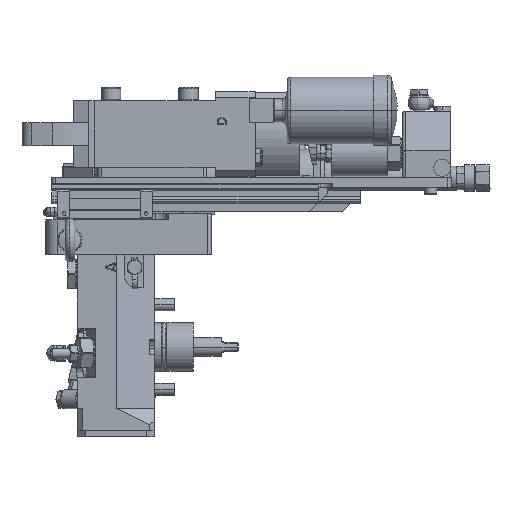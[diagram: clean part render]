
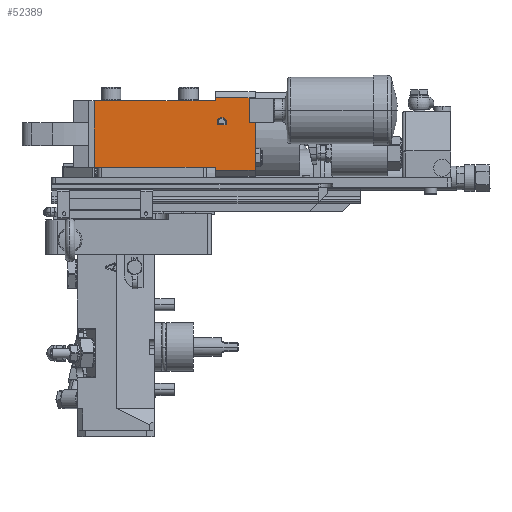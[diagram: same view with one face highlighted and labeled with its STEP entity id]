
A CAD part, front view. The second image highlights one B-rep face of the part: STEP entity #52389.
In plain terms, the highlighted planar face has unit normal (0, -1, 0).
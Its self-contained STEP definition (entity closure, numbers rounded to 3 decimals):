
#6475=DIRECTION('',(1.,0.,0.));
#6476=VECTOR('',#6475,7.);
#6477=CARTESIAN_POINT('',(43.,-66.,148.5));
#6478=LINE('',#6477,#6476);
#6589=DIRECTION('',(1.,0.,0.));
#6590=VECTOR('',#6589,3.);
#6591=CARTESIAN_POINT('',(-50.,-66.,148.5));
#6592=LINE('',#6591,#6590);
#6625=DIRECTION('',(1.,0.,0.));
#6626=VECTOR('',#6625,10.338);
#6627=CARTESIAN_POINT('',(-50.,-66.,203.5));
#6628=LINE('',#6627,#6626);
#6705=DIRECTION('',(1.,0.,0.));
#6706=VECTOR('',#6705,18.338);
#6707=CARTESIAN_POINT('',(31.662,-66.,203.5));
#6708=LINE('',#6707,#6706);
#6709=DIRECTION('',(1.,0.,0.));
#6710=VECTOR('',#6709,56.676);
#6711=CARTESIAN_POINT('',(-32.338,-66.,203.5));
#6712=LINE('',#6711,#6710);
#6751=DIRECTION('',(1.,0.,0.));
#6752=VECTOR('',#6751,7.324);
#6753=CARTESIAN_POINT('',(-39.662,-66.,203.5));
#6754=LINE('',#6753,#6752);
#6755=DIRECTION('',(0.,0.,1.));
#6756=VECTOR('',#6755,55.);
#6757=CARTESIAN_POINT('',(-50.,-66.,148.5));
#6758=LINE('',#6757,#6756);
#6759=DIRECTION('',(1.,0.,0.));
#6760=VECTOR('',#6759,33.);
#6761=CARTESIAN_POINT('',(50.,-66.,206.));
#6762=LINE('',#6761,#6760);
#6763=DIRECTION('',(0.,0.,1.));
#6764=VECTOR('',#6763,0.5);
#6765=CARTESIAN_POINT('',(83.,-66.,205.5));
#6766=LINE('',#6765,#6764);
#6767=DIRECTION('',(0.,0.,1.));
#6768=VECTOR('',#6767,39.5);
#6769=CARTESIAN_POINT('',(83.,-66.,146.));
#6770=LINE('',#6769,#6768);
#6771=DIRECTION('',(-1.,0.,0.));
#6772=VECTOR('',#6771,33.);
#6773=CARTESIAN_POINT('',(83.,-66.,146.));
#6774=LINE('',#6773,#6772);
#6775=DIRECTION('',(0.,0.,-1.));
#6776=VECTOR('',#6775,3.5);
#6777=CARTESIAN_POINT('',(52.,-66.,187.));
#6778=LINE('',#6777,#6776);
#6779=DIRECTION('',(1.,0.,0.));
#6780=VECTOR('',#6779,7.);
#6781=CARTESIAN_POINT('',(52.,-66.,183.5));
#6782=LINE('',#6781,#6780);
#6783=DIRECTION('',(0.,0.,1.));
#6784=VECTOR('',#6783,3.5);
#6785=CARTESIAN_POINT('',(59.,-66.,183.5));
#6786=LINE('',#6785,#6784);
#6787=DIRECTION('',(-0.2,0.,0.98));
#6788=VECTOR('',#6787,0.744);
#6789=CARTESIAN_POINT('',(59.,-66.,187.));
#6790=LINE('',#6789,#6788);
#6791=DIRECTION('',(-0.455,0.,0.891));
#6792=VECTOR('',#6791,0.655);
#6793=CARTESIAN_POINT('',(58.851,-66.,187.729));
#6794=LINE('',#6793,#6792);
#6795=DIRECTION('',(-0.715,0.,0.7));
#6796=VECTOR('',#6795,0.834);
#6797=CARTESIAN_POINT('',(58.553,-66.,188.313));
#6798=LINE('',#6797,#6796);
#6799=DIRECTION('',(-0.898,0.,0.44));
#6800=VECTOR('',#6799,0.663);
#6801=CARTESIAN_POINT('',(57.957,-66.,188.896));
#6802=LINE('',#6801,#6800);
#6803=DIRECTION('',(-0.981,0.,0.192));
#6804=VECTOR('',#6803,0.759);
#6805=CARTESIAN_POINT('',(57.362,-66.,189.188));
#6806=LINE('',#6805,#6804);
#6807=DIRECTION('',(-1.,0.,0.));
#6808=VECTOR('',#6807,2.234);
#6809=CARTESIAN_POINT('',(56.617,-66.,189.333));
#6810=LINE('',#6809,#6808);
#6811=DIRECTION('',(-0.981,0.,-0.192));
#6812=VECTOR('',#6811,0.759);
#6813=CARTESIAN_POINT('',(54.383,-66.,189.333));
#6814=LINE('',#6813,#6812);
#6815=DIRECTION('',(-0.898,0.,-0.44));
#6816=VECTOR('',#6815,0.663);
#6817=CARTESIAN_POINT('',(53.638,-66.,189.188));
#6818=LINE('',#6817,#6816);
#6819=DIRECTION('',(-0.715,0.,-0.7));
#6820=VECTOR('',#6819,0.834);
#6821=CARTESIAN_POINT('',(53.043,-66.,188.896));
#6822=LINE('',#6821,#6820);
#6823=DIRECTION('',(-0.455,0.,-0.891));
#6824=VECTOR('',#6823,0.655);
#6825=CARTESIAN_POINT('',(52.447,-66.,188.313));
#6826=LINE('',#6825,#6824);
#6827=DIRECTION('',(-0.2,0.,-0.98));
#6828=VECTOR('',#6827,0.744);
#6829=CARTESIAN_POINT('',(52.149,-66.,187.729));
#6830=LINE('',#6829,#6828);
#14253=DIRECTION('',(1.,0.,0.));
#14254=VECTOR('',#14253,7.324);
#14255=CARTESIAN_POINT('',(24.338,-66.,203.5));
#14256=LINE('',#14255,#14254);
#14387=DIRECTION('',(0.,0.,1.));
#14388=VECTOR('',#14387,2.5);
#14389=CARTESIAN_POINT('',(50.,-66.,203.5));
#14390=LINE('',#14389,#14388);
#15207=DIRECTION('',(0.,0.,1.));
#15208=VECTOR('',#15207,20.);
#15209=CARTESIAN_POINT('',(83.,-66.,185.5));
#15210=LINE('',#15209,#15208);
#15995=DIRECTION('',(0.,0.,1.));
#15996=VECTOR('',#15995,2.5);
#15997=CARTESIAN_POINT('',(50.,-66.,146.));
#15998=LINE('',#15997,#15996);
#24060=DIRECTION('',(-1.,0.,0.));
#24061=VECTOR('',#24060,90.);
#24062=CARTESIAN_POINT('',(43.,-66.,148.5));
#24063=LINE('',#24062,#24061);
#44308=CARTESIAN_POINT('',(-50.,-66.,148.5));
#44310=VERTEX_POINT('',#44308);
#44320=CARTESIAN_POINT('',(-50.,-66.,203.5));
#44322=VERTEX_POINT('',#44320);
#44359=CARTESIAN_POINT('',(50.,-66.,203.5));
#44361=VERTEX_POINT('',#44359);
#44363=CARTESIAN_POINT('',(50.,-66.,148.5));
#44365=VERTEX_POINT('',#44363);
#44384=CARTESIAN_POINT('',(50.,-66.,146.));
#44386=VERTEX_POINT('',#44384);
#44387=CARTESIAN_POINT('',(83.,-66.,146.));
#44388=VERTEX_POINT('',#44387);
#44392=CARTESIAN_POINT('',(83.,-66.,206.));
#44394=VERTEX_POINT('',#44392);
#44395=CARTESIAN_POINT('',(50.,-66.,206.));
#44396=VERTEX_POINT('',#44395);
#45059=CARTESIAN_POINT('',(52.,-66.,187.));
#45060=CARTESIAN_POINT('',(52.,-66.,183.5));
#45061=VERTEX_POINT('',#45059);
#45062=VERTEX_POINT('',#45060);
#45063=CARTESIAN_POINT('',(59.,-66.,183.5));
#45064=VERTEX_POINT('',#45063);
#45065=CARTESIAN_POINT('',(59.,-66.,187.));
#45066=VERTEX_POINT('',#45065);
#45067=CARTESIAN_POINT('',(58.851,-66.,187.729));
#45068=VERTEX_POINT('',#45067);
#45069=CARTESIAN_POINT('',(58.553,-66.,188.313));
#45070=VERTEX_POINT('',#45069);
#45071=CARTESIAN_POINT('',(57.957,-66.,188.896));
#45072=VERTEX_POINT('',#45071);
#45073=CARTESIAN_POINT('',(57.362,-66.,189.188));
#45074=VERTEX_POINT('',#45073);
#45075=CARTESIAN_POINT('',(56.617,-66.,189.333));
#45076=VERTEX_POINT('',#45075);
#45077=CARTESIAN_POINT('',(54.383,-66.,189.333));
#45078=VERTEX_POINT('',#45077);
#45079=CARTESIAN_POINT('',(53.638,-66.,189.188));
#45080=VERTEX_POINT('',#45079);
#45081=CARTESIAN_POINT('',(53.043,-66.,188.896));
#45082=VERTEX_POINT('',#45081);
#45083=CARTESIAN_POINT('',(52.447,-66.,188.313));
#45084=VERTEX_POINT('',#45083);
#45085=CARTESIAN_POINT('',(52.149,-66.,187.729));
#45086=VERTEX_POINT('',#45085);
#45112=CARTESIAN_POINT('',(43.,-66.,148.5));
#45114=VERTEX_POINT('',#45112);
#45116=CARTESIAN_POINT('',(-47.,-66.,148.5));
#45118=VERTEX_POINT('',#45116);
#45165=CARTESIAN_POINT('',(-39.662,-66.,203.5));
#45166=CARTESIAN_POINT('',(-32.338,-66.,203.5));
#45167=VERTEX_POINT('',#45165);
#45168=VERTEX_POINT('',#45166);
#45181=CARTESIAN_POINT('',(24.338,-66.,203.5));
#45182=CARTESIAN_POINT('',(31.662,-66.,203.5));
#45183=VERTEX_POINT('',#45181);
#45184=VERTEX_POINT('',#45182);
#45273=CARTESIAN_POINT('',(83.,-66.,185.5));
#45274=CARTESIAN_POINT('',(83.,-66.,205.5));
#45275=VERTEX_POINT('',#45273);
#45276=VERTEX_POINT('',#45274);
#52326=CARTESIAN_POINT('',(42.,-66.,186.5));
#52327=DIRECTION('',(0.,1.,0.));
#52328=DIRECTION('',(0.,0.,1.));
#52329=AXIS2_PLACEMENT_3D('',#52326,#52327,#52328);
#52330=PLANE('',#52329);
#52331=ORIENTED_EDGE('',*,*,#52155,.F.);
#52333=ORIENTED_EDGE('',*,*,#52332,.T.);
#52334=ORIENTED_EDGE('',*,*,#52221,.T.);
#52335=ORIENTED_EDGE('',*,*,#52320,.T.);
#52336=ORIENTED_EDGE('',*,*,#52277,.T.);
#52338=ORIENTED_EDGE('',*,*,#52337,.T.);
#52339=ORIENTED_EDGE('',*,*,#52269,.T.);
#52341=ORIENTED_EDGE('',*,*,#52340,.T.);
#52343=ORIENTED_EDGE('',*,*,#52342,.T.);
#52345=ORIENTED_EDGE('',*,*,#52344,.F.);
#52347=ORIENTED_EDGE('',*,*,#52346,.F.);
#52349=ORIENTED_EDGE('',*,*,#52348,.F.);
#52351=ORIENTED_EDGE('',*,*,#52350,.T.);
#52353=ORIENTED_EDGE('',*,*,#52352,.T.);
#52354=ORIENTED_EDGE('',*,*,#52038,.F.);
#52356=ORIENTED_EDGE('',*,*,#52355,.T.);
#52357=EDGE_LOOP('',(#52331,#52333,#52334,#52335,#52336,#52338,#52339,#52341,
#52343,#52345,#52347,#52349,#52351,#52353,#52354,#52356));
#52358=FACE_OUTER_BOUND('',#52357,.F.);
#52360=ORIENTED_EDGE('',*,*,#52359,.T.);
#52362=ORIENTED_EDGE('',*,*,#52361,.T.);
#52364=ORIENTED_EDGE('',*,*,#52363,.T.);
#52366=ORIENTED_EDGE('',*,*,#52365,.T.);
#52368=ORIENTED_EDGE('',*,*,#52367,.T.);
#52370=ORIENTED_EDGE('',*,*,#52369,.T.);
#52372=ORIENTED_EDGE('',*,*,#52371,.T.);
#52374=ORIENTED_EDGE('',*,*,#52373,.T.);
#52376=ORIENTED_EDGE('',*,*,#52375,.T.);
#52378=ORIENTED_EDGE('',*,*,#52377,.T.);
#52380=ORIENTED_EDGE('',*,*,#52379,.T.);
#52382=ORIENTED_EDGE('',*,*,#52381,.T.);
#52384=ORIENTED_EDGE('',*,*,#52383,.T.);
#52386=ORIENTED_EDGE('',*,*,#52385,.T.);
#52387=EDGE_LOOP('',(#52360,#52362,#52364,#52366,#52368,#52370,#52372,#52374,
#52376,#52378,#52380,#52382,#52384,#52386));
#52388=FACE_BOUND('',#52387,.F.);
#52389=ADVANCED_FACE('',(#52358,#52388),#52330,.F.);
#52038=EDGE_CURVE('',#45114,#44365,#6478,.T.);
#52155=EDGE_CURVE('',#44310,#45118,#6592,.T.);
#52221=EDGE_CURVE('',#44322,#45167,#6628,.T.);
#52269=EDGE_CURVE('',#45184,#44361,#6708,.T.);
#52277=EDGE_CURVE('',#45168,#45183,#6712,.T.);
#52320=EDGE_CURVE('',#45167,#45168,#6754,.T.);
#52332=EDGE_CURVE('',#44310,#44322,#6758,.T.);
#52337=EDGE_CURVE('',#45183,#45184,#14256,.T.);
#52340=EDGE_CURVE('',#44361,#44396,#14390,.T.);
#52342=EDGE_CURVE('',#44396,#44394,#6762,.T.);
#52344=EDGE_CURVE('',#45276,#44394,#6766,.T.);
#52346=EDGE_CURVE('',#45275,#45276,#15210,.T.);
#52348=EDGE_CURVE('',#44388,#45275,#6770,.T.);
#52350=EDGE_CURVE('',#44388,#44386,#6774,.T.);
#52352=EDGE_CURVE('',#44386,#44365,#15998,.T.);
#52355=EDGE_CURVE('',#45114,#45118,#24063,.T.);
#52359=EDGE_CURVE('',#45061,#45062,#6778,.T.);
#52361=EDGE_CURVE('',#45062,#45064,#6782,.T.);
#52363=EDGE_CURVE('',#45064,#45066,#6786,.T.);
#52365=EDGE_CURVE('',#45066,#45068,#6790,.T.);
#52367=EDGE_CURVE('',#45068,#45070,#6794,.T.);
#52369=EDGE_CURVE('',#45070,#45072,#6798,.T.);
#52371=EDGE_CURVE('',#45072,#45074,#6802,.T.);
#52373=EDGE_CURVE('',#45074,#45076,#6806,.T.);
#52375=EDGE_CURVE('',#45076,#45078,#6810,.T.);
#52377=EDGE_CURVE('',#45078,#45080,#6814,.T.);
#52379=EDGE_CURVE('',#45080,#45082,#6818,.T.);
#52381=EDGE_CURVE('',#45082,#45084,#6822,.T.);
#52383=EDGE_CURVE('',#45084,#45086,#6826,.T.);
#52385=EDGE_CURVE('',#45086,#45061,#6830,.T.);
